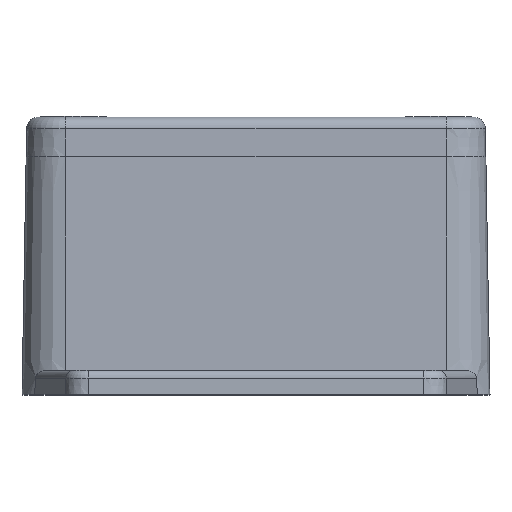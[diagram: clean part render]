
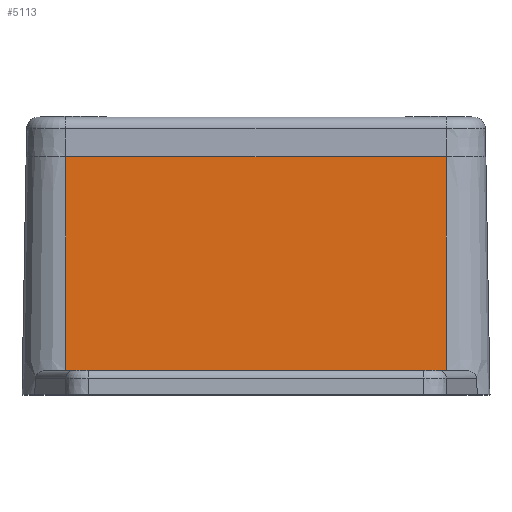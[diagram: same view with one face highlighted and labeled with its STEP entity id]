
A CAD part, top view. The second image highlights one B-rep face of the part: STEP entity #5113.
In plain terms, the highlighted planar face has unit normal (0, 0.018, 1).
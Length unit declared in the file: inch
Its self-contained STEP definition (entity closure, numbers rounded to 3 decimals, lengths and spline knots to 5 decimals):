
#153 = CARTESIAN_POINT ( 'NONE',  ( -0.94488, 0., 1.25984 ) ) ;
#308 = LINE ( 'NONE', #9204, #8588 ) ;
#319 = ORIENTED_EDGE ( 'NONE', *, *, #8734, .F. ) ;
#637 = DIRECTION ( 'NONE',  ( 0., 0.017, 1. ) ) ;
#1158 = VERTEX_POINT ( 'NONE', #4850 ) ;
#1187 = LINE ( 'NONE', #153, #4849 ) ;
#1262 = FACE_OUTER_BOUND ( 'NONE', #12255, .T. ) ;
#1292 = EDGE_CURVE ( 'NONE', #6787, #11208, #3352, .T. ) ;
#1698 = LINE ( 'NONE', #11179, #5038 ) ;
#1920 = CARTESIAN_POINT ( 'NONE',  ( 0.94488, -1.06299, 1.2784 ) ) ;
#2076 = AXIS2_PLACEMENT_3D ( 'NONE', #12331, #637, #4422 ) ;
#3234 = DIRECTION ( 'NONE',  ( 0., 1., -0.017 ) ) ;
#3352 = LINE ( 'NONE', #12193, #8273 ) ;
#3767 = ORIENTED_EDGE ( 'NONE', *, *, #7051, .T. ) ;
#4422 = DIRECTION ( 'NONE',  ( 0., -1., 0.017 ) ) ;
#4849 = VECTOR ( 'NONE', #7025, 39.37008 ) ;
#4850 = CARTESIAN_POINT ( 'NONE',  ( -0.94488, -1.06299, 1.2784 ) ) ;
#5038 = VECTOR ( 'NONE', #11094, 39.37008 ) ;
#5113 = ADVANCED_FACE ( 'NONE', ( #1262 ), #6516, .T. ) ;
#6516 = PLANE ( 'NONE',  #2076 ) ;
#6644 = EDGE_CURVE ( 'NONE', #1158, #8057, #1698, .T. ) ;
#6787 = VERTEX_POINT ( 'NONE', #10282 ) ;
#7025 = DIRECTION ( 'NONE',  ( 0., 1., -0.017 ) ) ;
#7051 = EDGE_CURVE ( 'NONE', #8057, #11208, #308, .T. ) ;
#7214 = ORIENTED_EDGE ( 'NONE', *, *, #1292, .F. ) ;
#8057 = VERTEX_POINT ( 'NONE', #1920 ) ;
#8273 = VECTOR ( 'NONE', #9318, 39.37008 ) ;
#8588 = VECTOR ( 'NONE', #3234, 39.37008 ) ;
#8734 = EDGE_CURVE ( 'NONE', #1158, #6787, #1187, .T. ) ;
#8791 = ORIENTED_EDGE ( 'NONE', *, *, #6644, .T. ) ;
#9204 = CARTESIAN_POINT ( 'NONE',  ( 0.94488, 0., 1.25984 ) ) ;
#9318 = DIRECTION ( 'NONE',  ( 1., 0., 0. ) ) ;
#10282 = CARTESIAN_POINT ( 'NONE',  ( -0.94488, 0., 1.25984 ) ) ;
#11094 = DIRECTION ( 'NONE',  ( 1., 0., 0. ) ) ;
#11179 = CARTESIAN_POINT ( 'NONE',  ( -0.94488, -1.06299, 1.2784 ) ) ;
#11208 = VERTEX_POINT ( 'NONE', #12398 ) ;
#12193 = CARTESIAN_POINT ( 'NONE',  ( -0.94488, 0., 1.25984 ) ) ;
#12255 = EDGE_LOOP ( 'NONE', ( #319, #8791, #3767, #7214 ) ) ;
#12331 = CARTESIAN_POINT ( 'NONE',  ( -0.94488, 0., 1.25984 ) ) ;
#12398 = CARTESIAN_POINT ( 'NONE',  ( 0.94488, 0., 1.25984 ) ) ;
